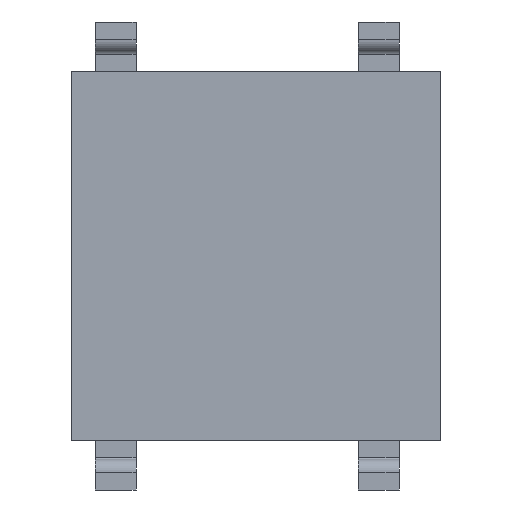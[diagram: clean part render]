
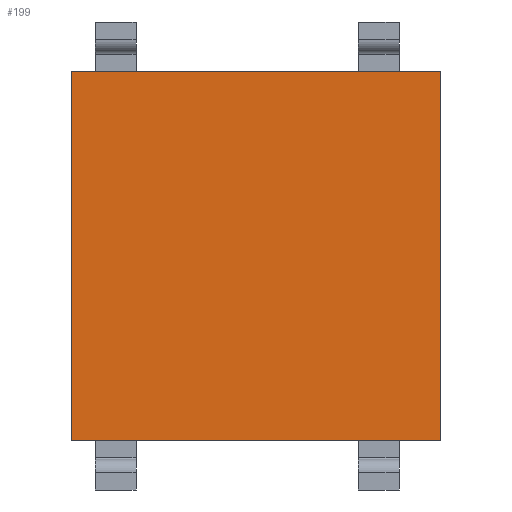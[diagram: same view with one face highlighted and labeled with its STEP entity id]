
A CAD part, front view. The second image highlights one B-rep face of the part: STEP entity #199.
In plain terms, the highlighted planar face has unit normal (0, -1, 0).
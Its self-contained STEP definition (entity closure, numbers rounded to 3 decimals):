
#199=ADVANCED_FACE('',(#399),#400,.F.);
#399=FACE_OUTER_BOUND('',#594,.T.);
#400=PLANE('',#595);
#594=EDGE_LOOP('',(#1142,#1143,#1144,#1145));
#595=AXIS2_PLACEMENT_3D('',#1146,#1147,#1148);
#1142=ORIENTED_EDGE('',*,*,#1391,.T.);
#1143=ORIENTED_EDGE('',*,*,#1387,.F.);
#1144=ORIENTED_EDGE('',*,*,#1392,.F.);
#1145=ORIENTED_EDGE('',*,*,#1384,.F.);
#1146=CARTESIAN_POINT('',(0.0,0.0,0.0));
#1147=DIRECTION('',(0.0,1.0,0.0));
#1148=DIRECTION('',(0.0,0.0,1.0));
#1384=EDGE_CURVE('',#1709,#1704,#1711,.T.);
#1387=EDGE_CURVE('',#1714,#1716,#1717,.T.);
#1391=EDGE_CURVE('',#1709,#1716,#1722,.T.);
#1392=EDGE_CURVE('',#1704,#1714,#1723,.T.);
#1704=VERTEX_POINT('',#2149);
#1709=VERTEX_POINT('',#2156);
#1711=LINE('',#2159,#2160);
#1714=VERTEX_POINT('',#2163);
#1716=VERTEX_POINT('',#2166);
#1717=LINE('',#2167,#2168);
#1722=LINE('',#2175,#2176);
#1723=LINE('',#2177,#2178);
#2149=CARTESIAN_POINT('',(3.15,0.0,3.15));
#2156=CARTESIAN_POINT('',(-3.15,0.0,3.15));
#2159=CARTESIAN_POINT('',(0.0,0.0,3.15));
#2160=VECTOR('',#2411,1.0);
#2163=CARTESIAN_POINT('',(3.15,0.0,-3.15));
#2166=CARTESIAN_POINT('',(-3.15,0.0,-3.15));
#2167=CARTESIAN_POINT('',(0.0,0.0,-3.15));
#2168=VECTOR('',#2413,1.0);
#2175=CARTESIAN_POINT('',(-3.15,0.0,0.0));
#2176=VECTOR('',#2416,1.0);
#2177=CARTESIAN_POINT('',(3.15,0.0,0.0));
#2178=VECTOR('',#2417,1.0);
#2411=DIRECTION('',(1.0,0.0,0.0));
#2413=DIRECTION('',(-1.0,0.0,0.0));
#2416=DIRECTION('',(0.0,0.0,-1.0));
#2417=DIRECTION('',(0.0,0.0,-1.0));
